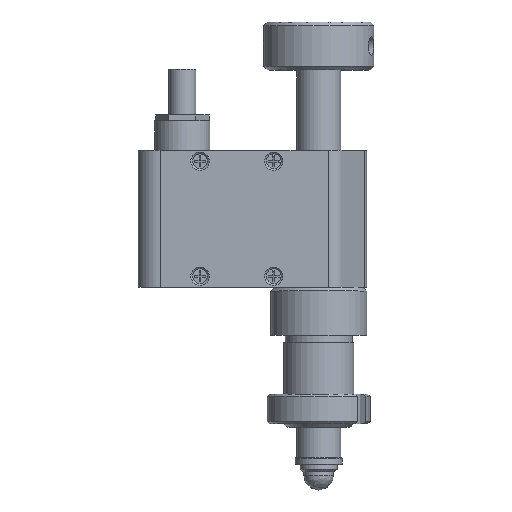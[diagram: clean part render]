
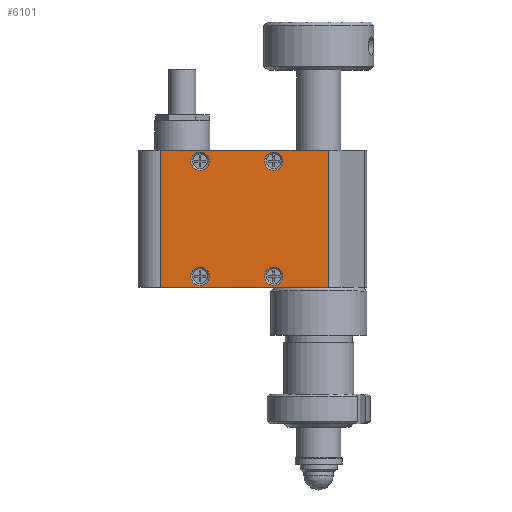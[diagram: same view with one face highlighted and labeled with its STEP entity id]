
A CAD part, top view. The second image highlights one B-rep face of the part: STEP entity #6101.
In plain terms, the highlighted planar face has unit normal (0, 0, 1).
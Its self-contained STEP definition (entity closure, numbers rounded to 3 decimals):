
#216 = DIRECTION ( 'NONE',  ( 0., 0., 1. ) ) ;
#220 = LINE ( 'NONE', #5743, #6652 ) ;
#284 = CIRCLE ( 'NONE', #399, 1.25 ) ;
#399 = AXIS2_PLACEMENT_3D ( 'NONE', #3443, #216, #6008 ) ;
#404 = FACE_BOUND ( 'NONE', #853, .T. ) ;
#520 = CARTESIAN_POINT ( 'NONE',  ( -113.498, -18.826, -48.253 ) ) ;
#573 = DIRECTION ( 'NONE',  ( 0., 1., 0. ) ) ;
#853 = EDGE_LOOP ( 'NONE', ( #4563 ) ) ;
#1101 = DIRECTION ( 'NONE',  ( 0., 0., -1. ) ) ;
#1172 = CARTESIAN_POINT ( 'NONE',  ( -103.498, -18.826, -48.253 ) ) ;
#1336 = AXIS2_PLACEMENT_3D ( 'NONE', #6378, #2539, #3184 ) ;
#1378 = VERTEX_POINT ( 'NONE', #1172 ) ;
#1617 = EDGE_CURVE ( 'NONE', #1850, #3456, #2796, .T. ) ;
#1620 = FACE_BOUND ( 'NONE', #3947, .T. ) ;
#1711 = FACE_OUTER_BOUND ( 'NONE', #7255, .T. ) ;
#1796 = CARTESIAN_POINT ( 'NONE',  ( -94.853, -35.926, -48.253 ) ) ;
#1850 = VERTEX_POINT ( 'NONE', #5413 ) ;
#1895 = DIRECTION ( 'NONE',  ( -1., 0., 0. ) ) ;
#2087 = EDGE_CURVE ( 'NONE', #3456, #4583, #4602, .T. ) ;
#2462 = CARTESIAN_POINT ( 'NONE',  ( -103.498, -34.426, -48.253 ) ) ;
#2508 = CARTESIAN_POINT ( 'NONE',  ( -117.648, -35.926, -48.253 ) ) ;
#2539 = DIRECTION ( 'NONE',  ( 0., 0., 1. ) ) ;
#2581 = ORIENTED_EDGE ( 'NONE', *, *, #2087, .F. ) ;
#2629 = CIRCLE ( 'NONE', #6433, 1.25 ) ;
#2779 = VECTOR ( 'NONE', #3915, 1000. ) ;
#2796 = LINE ( 'NONE', #3896, #6890 ) ;
#3184 = DIRECTION ( 'NONE',  ( -1., 0., 0. ) ) ;
#3270 = EDGE_CURVE ( 'NONE', #5938, #4583, #7661, .T. ) ;
#3316 = ORIENTED_EDGE ( 'NONE', *, *, #4323, .F. ) ;
#3443 = CARTESIAN_POINT ( 'NONE',  ( -102.248, -34.426, -48.253 ) ) ;
#3456 = VERTEX_POINT ( 'NONE', #5324 ) ;
#3629 = CARTESIAN_POINT ( 'NONE',  ( -112.248, -18.826, -48.253 ) ) ;
#3725 = PLANE ( 'NONE',  #6639 ) ;
#3808 = AXIS2_PLACEMENT_3D ( 'NONE', #3824, #6975, #1895 ) ;
#3824 = CARTESIAN_POINT ( 'NONE',  ( -112.248, -34.426, -48.253 ) ) ;
#3889 = DIRECTION ( 'NONE',  ( -1., 0., 0. ) ) ;
#3896 = CARTESIAN_POINT ( 'NONE',  ( -94.853, -35.926, -48.253 ) ) ;
#3915 = DIRECTION ( 'NONE',  ( 0., 1., 0. ) ) ;
#3938 = FACE_BOUND ( 'NONE', #5332, .T. ) ;
#3947 = EDGE_LOOP ( 'NONE', ( #4162 ) ) ;
#3969 = EDGE_LOOP ( 'NONE', ( #3316 ) ) ;
#4090 = EDGE_CURVE ( 'NONE', #1850, #5938, #220, .T. ) ;
#4162 = ORIENTED_EDGE ( 'NONE', *, *, #7203, .F. ) ;
#4212 = DIRECTION ( 'NONE',  ( 0., 0., 1. ) ) ;
#4323 = EDGE_CURVE ( 'NONE', #6100, #6100, #2629, .T. ) ;
#4329 = CARTESIAN_POINT ( 'NONE',  ( -113.498, -34.426, -48.253 ) ) ;
#4548 = DIRECTION ( 'NONE',  ( -1., 0., 0. ) ) ;
#4563 = ORIENTED_EDGE ( 'NONE', *, *, #5597, .F. ) ;
#4583 = VERTEX_POINT ( 'NONE', #5190 ) ;
#4602 = LINE ( 'NONE', #2508, #2779 ) ;
#4615 = VERTEX_POINT ( 'NONE', #2462 ) ;
#4858 = FACE_BOUND ( 'NONE', #3969, .T. ) ;
#5127 = ORIENTED_EDGE ( 'NONE', *, *, #4090, .T. ) ;
#5190 = CARTESIAN_POINT ( 'NONE',  ( -117.648, -17.326, -48.253 ) ) ;
#5324 = CARTESIAN_POINT ( 'NONE',  ( -117.648, -35.926, -48.253 ) ) ;
#5332 = EDGE_LOOP ( 'NONE', ( #8336 ) ) ;
#5413 = CARTESIAN_POINT ( 'NONE',  ( -94.853, -35.926, -48.253 ) ) ;
#5597 = EDGE_CURVE ( 'NONE', #1378, #1378, #6747, .T. ) ;
#5624 = DIRECTION ( 'NONE',  ( 1., 0., 0. ) ) ;
#5743 = CARTESIAN_POINT ( 'NONE',  ( -94.853, -35.926, -48.253 ) ) ;
#5938 = VERTEX_POINT ( 'NONE', #6075 ) ;
#6008 = DIRECTION ( 'NONE',  ( -1., 0., 0. ) ) ;
#6075 = CARTESIAN_POINT ( 'NONE',  ( -94.853, -17.326, -48.253 ) ) ;
#6097 = CIRCLE ( 'NONE', #3808, 1.25 ) ;
#6100 = VERTEX_POINT ( 'NONE', #520 ) ;
#6101 = ADVANCED_FACE ( 'NONE', ( #1620, #3938, #404, #4858, #1711 ), #3725, .F. ) ;
#6378 = CARTESIAN_POINT ( 'NONE',  ( -102.248, -18.826, -48.253 ) ) ;
#6433 = AXIS2_PLACEMENT_3D ( 'NONE', #3629, #4212, #7497 ) ;
#6639 = AXIS2_PLACEMENT_3D ( 'NONE', #1796, #1101, #5624 ) ;
#6652 = VECTOR ( 'NONE', #573, 1000. ) ;
#6670 = VECTOR ( 'NONE', #3889, 1000. ) ;
#6747 = CIRCLE ( 'NONE', #1336, 1.25 ) ;
#6890 = VECTOR ( 'NONE', #4548, 1000. ) ;
#6975 = DIRECTION ( 'NONE',  ( 0., 0., 1. ) ) ;
#7203 = EDGE_CURVE ( 'NONE', #4615, #4615, #284, .T. ) ;
#7255 = EDGE_LOOP ( 'NONE', ( #8053, #2581, #7567, #5127 ) ) ;
#7399 = VERTEX_POINT ( 'NONE', #4329 ) ;
#7497 = DIRECTION ( 'NONE',  ( -1., 0., 0. ) ) ;
#7567 = ORIENTED_EDGE ( 'NONE', *, *, #1617, .F. ) ;
#7661 = LINE ( 'NONE', #7707, #6670 ) ;
#7707 = CARTESIAN_POINT ( 'NONE',  ( -94.853, -17.326, -48.253 ) ) ;
#8053 = ORIENTED_EDGE ( 'NONE', *, *, #3270, .T. ) ;
#8113 = EDGE_CURVE ( 'NONE', #7399, #7399, #6097, .T. ) ;
#8336 = ORIENTED_EDGE ( 'NONE', *, *, #8113, .F. ) ;
